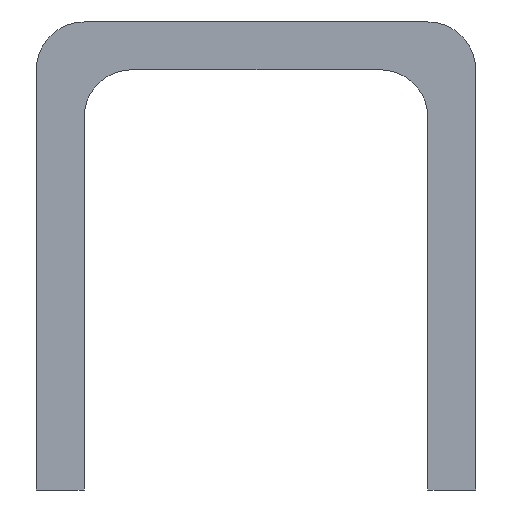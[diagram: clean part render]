
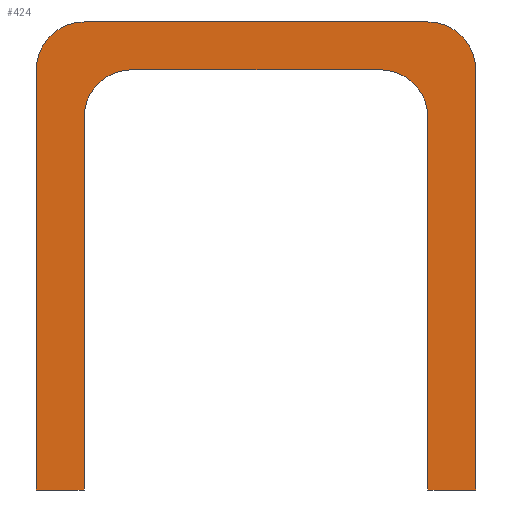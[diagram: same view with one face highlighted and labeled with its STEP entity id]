
A CAD part, left-side view. The second image highlights one B-rep face of the part: STEP entity #424.
In plain terms, the highlighted planar face has unit normal (-1, 0, 0).
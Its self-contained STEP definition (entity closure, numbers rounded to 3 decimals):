
#61=CARTESIAN_POINT('Vertex',(0.,-11.5,0.)) ;
#66=CARTESIAN_POINT('Line Origine',(0.,-10.25,0.)) ;
#70=CARTESIAN_POINT('Vertex',(0.,-9.,0.)) ;
#101=CARTESIAN_POINT('Vertex',(0.,-9.,19.5)) ;
#106=CARTESIAN_POINT('Axis2P3D Location',(0.,-6.5,19.5)) ;
#110=CARTESIAN_POINT('Vertex',(0.,-6.5,22.)) ;
#137=CARTESIAN_POINT('Line Origine',(0.,-3.25,22.)) ;
#141=CARTESIAN_POINT('Vertex',(0.,0.,22.)) ;
#163=CARTESIAN_POINT('Line Origine',(0.,3.25,22.)) ;
#167=CARTESIAN_POINT('Vertex',(0.,6.5,22.)) ;
#194=CARTESIAN_POINT('Axis2P3D Location',(0.,6.5,19.5)) ;
#198=CARTESIAN_POINT('Vertex',(0.,9.,19.5)) ;
#224=CARTESIAN_POINT('Vertex',(0.,9.,0.)) ;
#229=CARTESIAN_POINT('Line Origine',(0.,10.25,0.)) ;
#233=CARTESIAN_POINT('Vertex',(0.,11.5,0.)) ;
#264=CARTESIAN_POINT('Vertex',(0.,11.5,22.)) ;
#269=CARTESIAN_POINT('Axis2P3D Location',(0.,9.,22.)) ;
#273=CARTESIAN_POINT('Vertex',(0.,9.,24.5)) ;
#300=CARTESIAN_POINT('Line Origine',(0.,4.5,24.5)) ;
#304=CARTESIAN_POINT('Vertex',(0.,0.,24.5)) ;
#326=CARTESIAN_POINT('Line Origine',(0.,-4.5,24.5)) ;
#330=CARTESIAN_POINT('Vertex',(0.,-9.,24.5)) ;
#357=CARTESIAN_POINT('Axis2P3D Location',(0.,-9.,22.)) ;
#361=CARTESIAN_POINT('Vertex',(0.,-11.5,22.)) ;
#383=CARTESIAN_POINT('Axis2P3D Location',(0.,0.,0.)) ;
#388=CARTESIAN_POINT('Line Origine',(0.,-11.5,11.)) ;
#393=CARTESIAN_POINT('Line Origine',(0.,11.5,11.)) ;
#398=CARTESIAN_POINT('Line Origine',(0.,9.,9.75)) ;
#403=CARTESIAN_POINT('Line Origine',(0.,-9.,9.75)) ;
#67=DIRECTION('Vector Direction',(0.,1.,0.)) ;
#107=DIRECTION('Axis2P3D Direction',(1.,0.,0.)) ;
#138=DIRECTION('Vector Direction',(0.,1.,0.)) ;
#164=DIRECTION('Vector Direction',(0.,-1.,0.)) ;
#195=DIRECTION('Axis2P3D Direction',(1.,0.,0.)) ;
#230=DIRECTION('Vector Direction',(0.,-1.,0.)) ;
#270=DIRECTION('Axis2P3D Direction',(1.,0.,0.)) ;
#301=DIRECTION('Vector Direction',(0.,-1.,0.)) ;
#327=DIRECTION('Vector Direction',(0.,1.,0.)) ;
#358=DIRECTION('Axis2P3D Direction',(1.,0.,0.)) ;
#384=DIRECTION('Axis2P3D Direction',(1.,0.,0.)) ;
#385=DIRECTION('Axis2P3D XDirection',(0.,1.,0.)) ;
#389=DIRECTION('Vector Direction',(0.,0.,1.)) ;
#394=DIRECTION('Vector Direction',(0.,0.,1.)) ;
#399=DIRECTION('Vector Direction',(0.,0.,1.)) ;
#404=DIRECTION('Vector Direction',(0.,0.,1.)) ;
#108=AXIS2_PLACEMENT_3D('Circle Axis2P3D',#106,#107,$) ;
#196=AXIS2_PLACEMENT_3D('Circle Axis2P3D',#194,#195,$) ;
#271=AXIS2_PLACEMENT_3D('Circle Axis2P3D',#269,#270,$) ;
#359=AXIS2_PLACEMENT_3D('Circle Axis2P3D',#357,#358,$) ;
#386=AXIS2_PLACEMENT_3D('Plane Axis2P3D',#383,#384,#385) ;
#409=ORIENTED_EDGE('',*,*,#392,.F.) ;
#410=ORIENTED_EDGE('',*,*,#363,.F.) ;
#411=ORIENTED_EDGE('',*,*,#332,.F.) ;
#412=ORIENTED_EDGE('',*,*,#306,.F.) ;
#413=ORIENTED_EDGE('',*,*,#275,.F.) ;
#414=ORIENTED_EDGE('',*,*,#397,.F.) ;
#415=ORIENTED_EDGE('',*,*,#235,.F.) ;
#416=ORIENTED_EDGE('',*,*,#402,.F.) ;
#417=ORIENTED_EDGE('',*,*,#200,.F.) ;
#418=ORIENTED_EDGE('',*,*,#169,.F.) ;
#419=ORIENTED_EDGE('',*,*,#143,.F.) ;
#420=ORIENTED_EDGE('',*,*,#112,.F.) ;
#421=ORIENTED_EDGE('',*,*,#407,.F.) ;
#422=ORIENTED_EDGE('',*,*,#72,.F.) ;
#68=VECTOR('Line Direction',#67,1.) ;
#139=VECTOR('Line Direction',#138,1.) ;
#165=VECTOR('Line Direction',#164,1.) ;
#231=VECTOR('Line Direction',#230,1.) ;
#302=VECTOR('Line Direction',#301,1.) ;
#328=VECTOR('Line Direction',#327,1.) ;
#390=VECTOR('Line Direction',#389,1.) ;
#395=VECTOR('Line Direction',#394,1.) ;
#400=VECTOR('Line Direction',#399,1.) ;
#405=VECTOR('Line Direction',#404,1.) ;
#424=ADVANCED_FACE('Corps principal',(#423),#387,.F.) ;
#109=CIRCLE('generated circle',#108,2.5) ;
#197=CIRCLE('generated circle',#196,2.5) ;
#272=CIRCLE('generated circle',#271,2.5) ;
#360=CIRCLE('generated circle',#359,2.5) ;
#72=EDGE_CURVE('',#62,#71,#69,.T.) ;
#112=EDGE_CURVE('',#102,#111,#109,.F.) ;
#143=EDGE_CURVE('',#111,#142,#140,.T.) ;
#169=EDGE_CURVE('',#142,#168,#166,.F.) ;
#200=EDGE_CURVE('',#168,#199,#197,.F.) ;
#235=EDGE_CURVE('',#225,#234,#232,.F.) ;
#275=EDGE_CURVE('',#265,#274,#272,.T.) ;
#306=EDGE_CURVE('',#274,#305,#303,.T.) ;
#332=EDGE_CURVE('',#305,#331,#329,.F.) ;
#363=EDGE_CURVE('',#331,#362,#360,.T.) ;
#392=EDGE_CURVE('',#362,#62,#391,.F.) ;
#397=EDGE_CURVE('',#234,#265,#396,.T.) ;
#402=EDGE_CURVE('',#199,#225,#401,.F.) ;
#407=EDGE_CURVE('',#71,#102,#406,.T.) ;
#408=EDGE_LOOP('',(#409,#410,#411,#412,#413,#414,#415,#416,#417,#418,#419,#420,#421,#422)) ;
#423=FACE_OUTER_BOUND('',#408,.T.) ;
#69=LINE('Line',#66,#68) ;
#140=LINE('Line',#137,#139) ;
#166=LINE('Line',#163,#165) ;
#232=LINE('Line',#229,#231) ;
#303=LINE('Line',#300,#302) ;
#329=LINE('Line',#326,#328) ;
#391=LINE('Line',#388,#390) ;
#396=LINE('Line',#393,#395) ;
#401=LINE('Line',#398,#400) ;
#406=LINE('Line',#403,#405) ;
#387=PLANE('Plane',#386) ;
#62=VERTEX_POINT('',#61) ;
#71=VERTEX_POINT('',#70) ;
#102=VERTEX_POINT('',#101) ;
#111=VERTEX_POINT('',#110) ;
#142=VERTEX_POINT('',#141) ;
#168=VERTEX_POINT('',#167) ;
#199=VERTEX_POINT('',#198) ;
#225=VERTEX_POINT('',#224) ;
#234=VERTEX_POINT('',#233) ;
#265=VERTEX_POINT('',#264) ;
#274=VERTEX_POINT('',#273) ;
#305=VERTEX_POINT('',#304) ;
#331=VERTEX_POINT('',#330) ;
#362=VERTEX_POINT('',#361) ;
